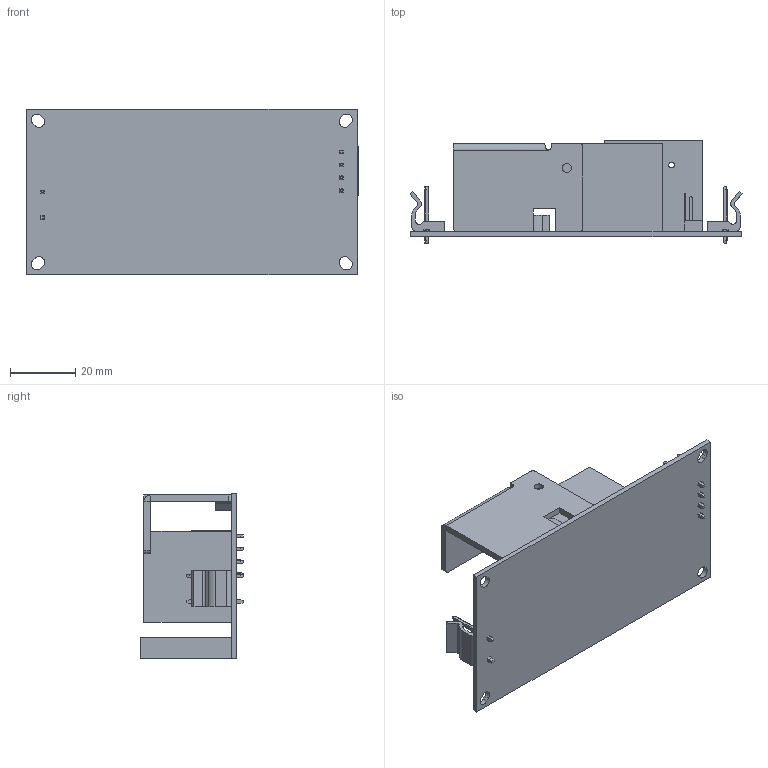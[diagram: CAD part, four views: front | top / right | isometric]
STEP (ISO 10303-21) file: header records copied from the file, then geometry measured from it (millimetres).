
FILE_DESCRIPTION((''),'2;1');
FILE_NAME('MPM-S100_ASM','2017-04-07T',('Abe'),(''),'PRO/ENGINEER BY PARAMETRIC TECHNOLOGY CORPORATION, 2011080','PRO/ENGINEER BY PARAMETRIC TECHNOLOGY CORPORATION, 2011080','');
FILE_SCHEMA(('CONFIG_CONTROL_DESIGN'));
Length unit declared in the file: millimetre
Products named in the file (8): 850-M10X; CN1; CN2; 800-3028; 800-S06A-B; 360-M103; TB3; MPM-S100_ASM
Assembly tree (7 placements, depth 2):
  MPM-S100_ASM
    850-M10X
    CN1
    CN2
    800-3028
    800-S06A-B
    360-M103
    TB3
Bounding box: 102 x 31.6 x 50.8 mm (x, y, z)
Volume: 38396.7 mm3; surface area: 25460.6 mm2
Topology: 7 solids, 7 shells, 720 faces, 1991 edges, 1317 vertices
Faces by surface type: plane 623, cylinder 94, cone 2, bspline 1
Entity records: 23121 total; most frequent: CARTESIAN_POINT 4537, ORIENTED_EDGE 3982, DIRECTION 3526, EDGE_CURVE 1991, VECTOR 1760, LINE 1760, VERTEX_POINT 1317, AXIS2_PLACEMENT_3D 883
